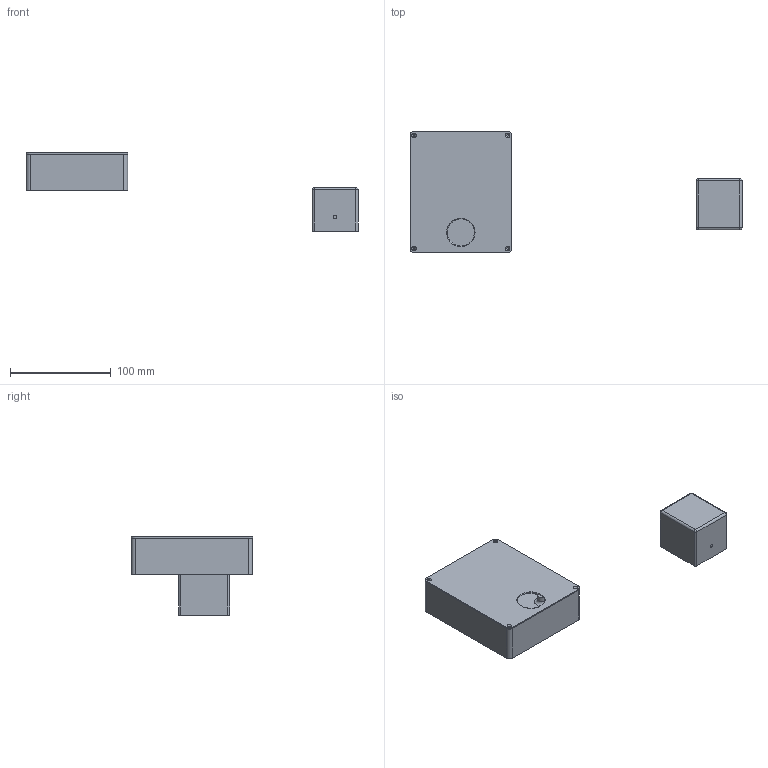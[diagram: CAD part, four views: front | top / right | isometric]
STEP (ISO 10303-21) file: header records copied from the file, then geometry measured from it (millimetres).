
FILE_DESCRIPTION(/* description */ (''),/* implementation_level */ '2;1');
FILE_NAME(/* name */ 'Auto Waterer Cases.step',/* time_stamp */ '2022-07-19T15:03:58-05:00',/* author */ (''),/* organization */ (''),/* preprocessor_version */ 'ST-DEVELOPER v19',/* originating_system */ 'Autodesk Translation Framework v11.7.0.108',/* authorisation */ '');
FILE_SCHEMA (('AUTOMOTIVE_DESIGN { 1 0 10303 214 3 1 1 }'));
Length unit declared in the file: millimetre
Products named in the file (1): Auto Waterer Cases
Bounding box: 328.73 x 120.2 x 77.4 mm (x, y, z)
Volume: 105789.2 mm3; surface area: 98312.9 mm2
Topology: 3 solids, 3 shells, 513 faces, 1387 edges, 914 vertices
Faces by surface type: bspline 299, plane 148, cylinder 45, torus 9, sphere 8, cone 4
Full cylindrical faces by diameter (mm): 2 x8, 3.3 x1, 8 x4
Entity records: 20879 total; most frequent: CARTESIAN_POINT 9914, ORIENTED_EDGE 2774, EDGE_CURVE 1387, DIRECTION 1316, VERTEX_POINT 914, LINE 664, VECTOR 664, B_SPLINE_CURVE_WITH_KNOTS 612
